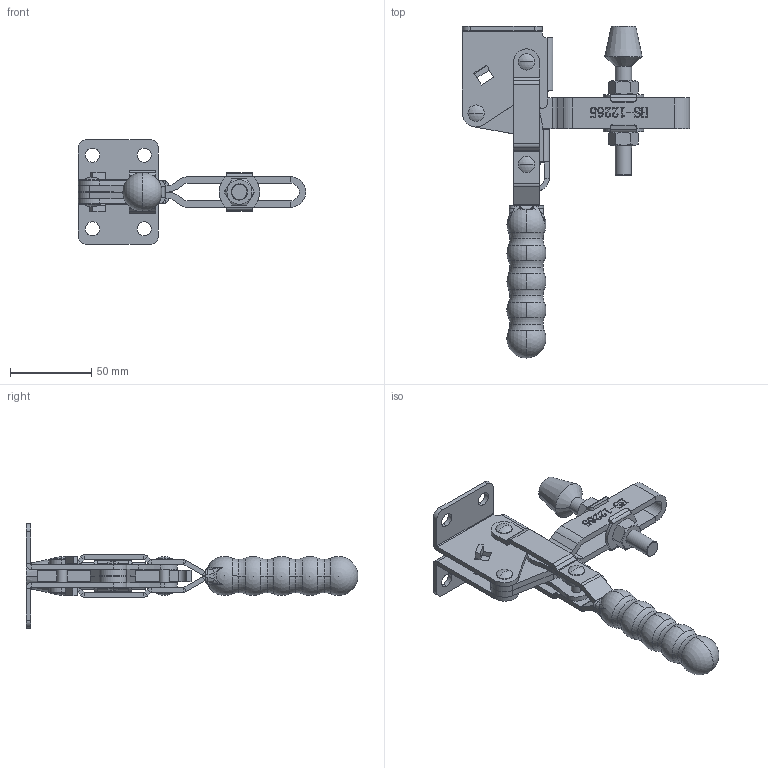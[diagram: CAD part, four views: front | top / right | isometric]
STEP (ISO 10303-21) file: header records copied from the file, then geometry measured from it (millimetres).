
FILE_DESCRIPTION (( 'STEP AP203' ), '1' );
FILE_NAME ('HS-12265.STEP', '2020-09-04T01:25:49', ( '微软用户' ), ( '微软中国' ), 'SwSTEP 2.0', 'SolidWorks 2012', '' );
FILE_SCHEMA (( 'CONFIG_CONTROL_DESIGN' ));
Length unit declared in the file: millimetre
Products named in the file (14): HS-12265; hex nuts, style 1-grades ab gb_GB_FASTENER_NUT_SNAB1 M10-N; FW-380; 1#忒參杶; 酗种; 傻种; 蟀裝; 揤參蚾饜极; hexagon head bolts-full thread gb_GB_FASTENER_BOLT_STBAB A M10X80-C; 揤輸; 揤參; 眻忒梟蚾饜极; 眻忒梟; 楊擘菁釱
Assembly tree (18 placements, depth 3):
  HS-12265
    楊擘菁釱
    眻忒梟蚾饜极
      眻忒梟  x2
    揤參蚾饜极
      揤參
      揤輸
      hexagon head bolts-full thread gb_GB_FASTENER_BOLT_STBAB A M10X80-C
    蟀裝
    傻种  x2
    酗种  x2
    1#忒參杶
    FW-380  x2
    hex nuts, style 1-grades ab gb_GB_FASTENER_NUT_SNAB1 M10-N  x2
Bounding box: 139.81 x 204.03 x 64.3 mm (x, y, z)
Volume: 116144 mm3; surface area: 74219.9 mm2
Topology: 16 solids, 16 shells, 896 faces, 2303 edges, 1454 vertices
Faces by surface type: plane 457, cylinder 197, bspline 165, cone 28, sphere 26, torus 23
Entity records: 33535 total; most frequent: CARTESIAN_POINT 13891, ORIENTED_EDGE 3984, DIRECTION 3317, EDGE_CURVE 1992, VERTEX_POINT 1271, LINE 1179, VECTOR 1179, AXIS2_PLACEMENT_3D 1069
